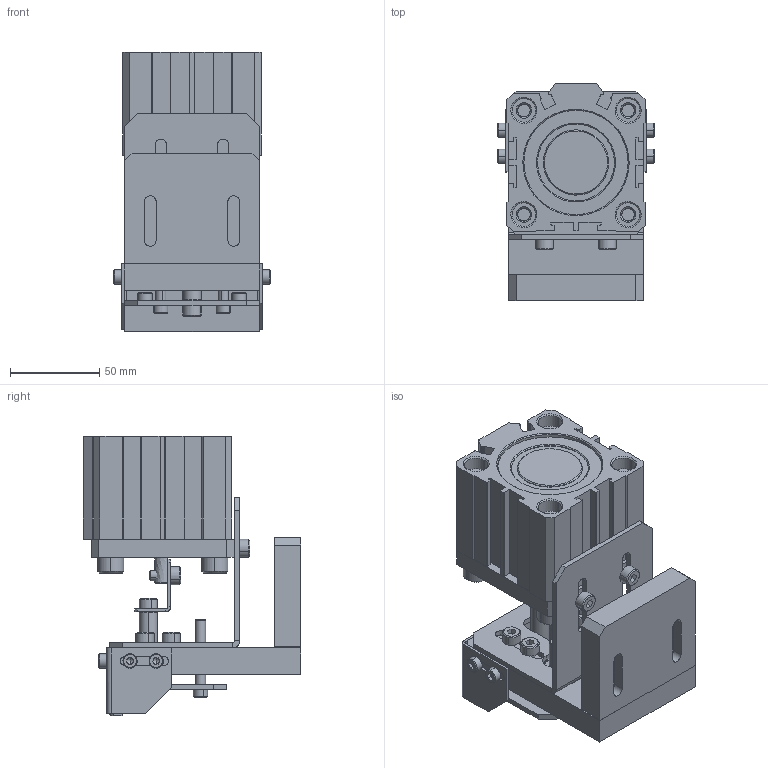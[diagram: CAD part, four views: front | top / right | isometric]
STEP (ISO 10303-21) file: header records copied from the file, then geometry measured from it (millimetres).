
FILE_DESCRIPTION(('FreeCAD Model'),'2;1');
FILE_NAME('Open CASCADE Shape Model','2025-05-09T11:48:20',('FreeCAD'),( 'FreeCAD'),'Open CASCADE STEP processor 7.6','FreeCAD','Unknown');
FILE_SCHEMA(('AUTOMOTIVE_DESIGN { 1 0 10303 214 1 1 1 1 }'));
Products named in the file (1): Open CASCADE STEP translator 7.6 1
Bounding box: 87.35 x 121.57 x 156.16 mm (x, y, z)
Volume: 560222.2 mm3; surface area: 196594.9 mm2
Topology: 44 solids, 44 shells, 1339 faces, 3129 edges, 1888 vertices
Faces by surface type: bspline 1339
Entity records: 39178 total; most frequent: CARTESIAN_POINT 21151, ORIENTED_EDGE 6090, EDGE_CURVE 3045, VERTEX_POINT 1888, B_SPLINE_CURVE_WITH_KNOTS 1861, FACE_BOUND 1521, EDGE_LOOP 1521, ADVANCED_FACE 1339
